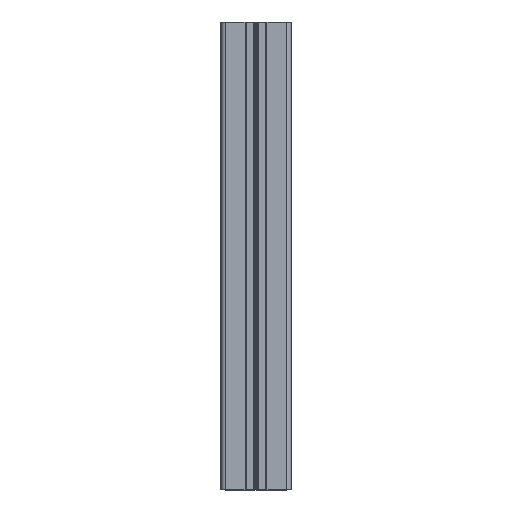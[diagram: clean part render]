
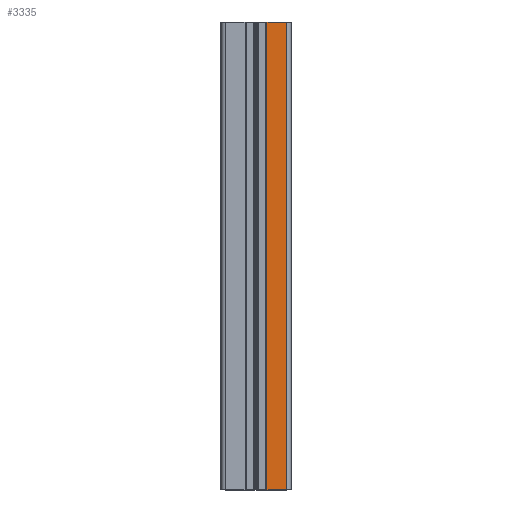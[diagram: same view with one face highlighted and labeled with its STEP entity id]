
A CAD part, top view. The second image highlights one B-rep face of the part: STEP entity #3335.
In plain terms, the highlighted planar face has unit normal (0, 0, 1).
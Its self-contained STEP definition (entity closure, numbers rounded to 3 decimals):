
#327=FACE_OUTER_BOUND('',#499,.T.);
#499=EDGE_LOOP('',(#2387,#2388,#2389,#2390));
#745=LINE('',#5155,#1091);
#746=LINE('',#5159,#1092);
#747=LINE('',#5161,#1093);
#748=LINE('',#5162,#1094);
#1091=VECTOR('',#4119,200.);
#1092=VECTOR('',#4124,8.3);
#1093=VECTOR('',#4125,200.);
#1094=VECTOR('',#4126,8.3);
#1441=VERTEX_POINT('',#5152);
#1442=VERTEX_POINT('',#5154);
#1443=VERTEX_POINT('',#5158);
#1444=VERTEX_POINT('',#5160);
#1828=EDGE_CURVE('',#1442,#1441,#745,.T.);
#1830=EDGE_CURVE('',#1441,#1443,#746,.T.);
#1831=EDGE_CURVE('',#1444,#1443,#747,.T.);
#1832=EDGE_CURVE('',#1442,#1444,#748,.T.);
#2387=ORIENTED_EDGE('',*,*,#1830,.T.);
#2388=ORIENTED_EDGE('',*,*,#1831,.F.);
#2389=ORIENTED_EDGE('',*,*,#1832,.F.);
#2390=ORIENTED_EDGE('',*,*,#1828,.T.);
#3219=PLANE('',#3561);
#3335=ADVANCED_FACE('',(#327),#3219,.T.);
#3561=AXIS2_PLACEMENT_3D('',#5157,#4122,#4123);
#4119=DIRECTION('',(0.,1.,0.));
#4122=DIRECTION('center_axis',(0.,0.,1.));
#4123=DIRECTION('ref_axis',(1.,0.,0.));
#4124=DIRECTION('',(-1.,0.,0.));
#4125=DIRECTION('',(0.,1.,0.));
#4126=DIRECTION('',(-1.,0.,0.));
#5152=CARTESIAN_POINT('',(13.,200.,15.));
#5154=CARTESIAN_POINT('',(13.,0.,15.));
#5155=CARTESIAN_POINT('',(13.,0.,15.));
#5157=CARTESIAN_POINT('Origin',(4.7,0.,15.));
#5158=CARTESIAN_POINT('',(4.7,200.,15.));
#5159=CARTESIAN_POINT('',(2.35,200.,15.));
#5160=CARTESIAN_POINT('',(4.7,0.,15.));
#5161=CARTESIAN_POINT('',(4.7,0.,15.));
#5162=CARTESIAN_POINT('',(2.35,0.,15.));
